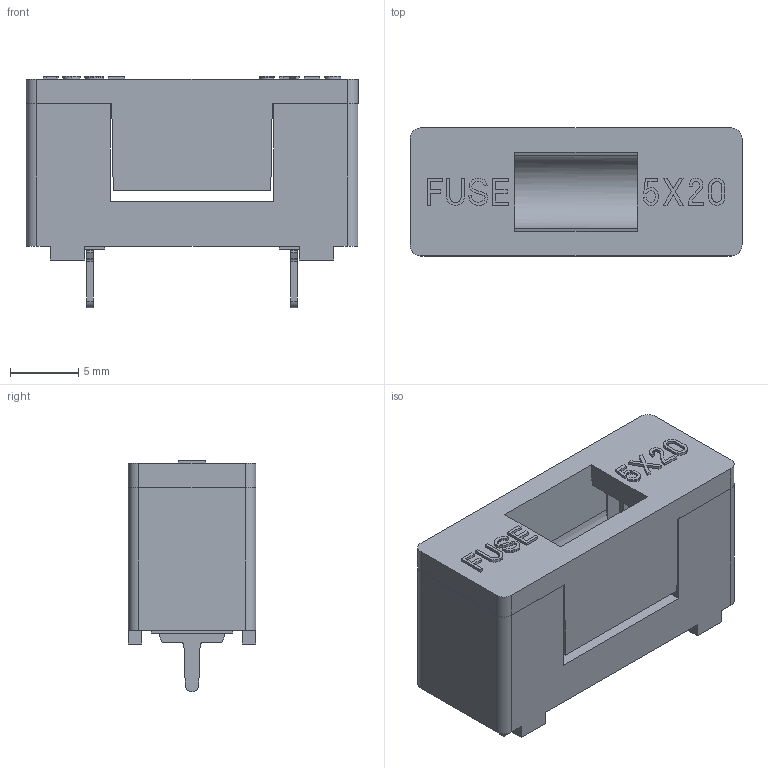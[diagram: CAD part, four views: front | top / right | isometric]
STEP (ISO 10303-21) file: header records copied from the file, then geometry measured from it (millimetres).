
FILE_DESCRIPTION(('STEP AP242'),'1');
FILE_NAME('696106003002.stp','2020-02-21T18:41:16',('TraceParts'),('TraceParts S.A.'),'Spatial InterOp 3D',' ',' ');
FILE_SCHEMA(('AP242_MANAGED_MODEL_BASED_3D_ENGINEERING_MIM_LF {1 0 10303 442 1 1 4}'));
Length unit declared in the file: millimetre
Products named in the file (1): 696106003002_1
Bounding box: 24.4 x 9.4 x 17 mm (x, y, z)
Volume: 1618.4 mm3; surface area: 2598.1 mm2
Topology: 2 solids, 2 shells, 398 faces, 1146 edges, 764 vertices
Faces by surface type: plane 345, cylinder 53
Entity records: 22076 total; most frequent: CARTESIAN_POINT 2598, ORIENTED_EDGE 2292, DIRECTION 2048, STYLED_ITEM 1538, PRESENTATION_STYLE_ASSIGNMENT 1538, COLOUR_RGB 1538, EDGE_CURVE 1146, CURVE_STYLE 1138
